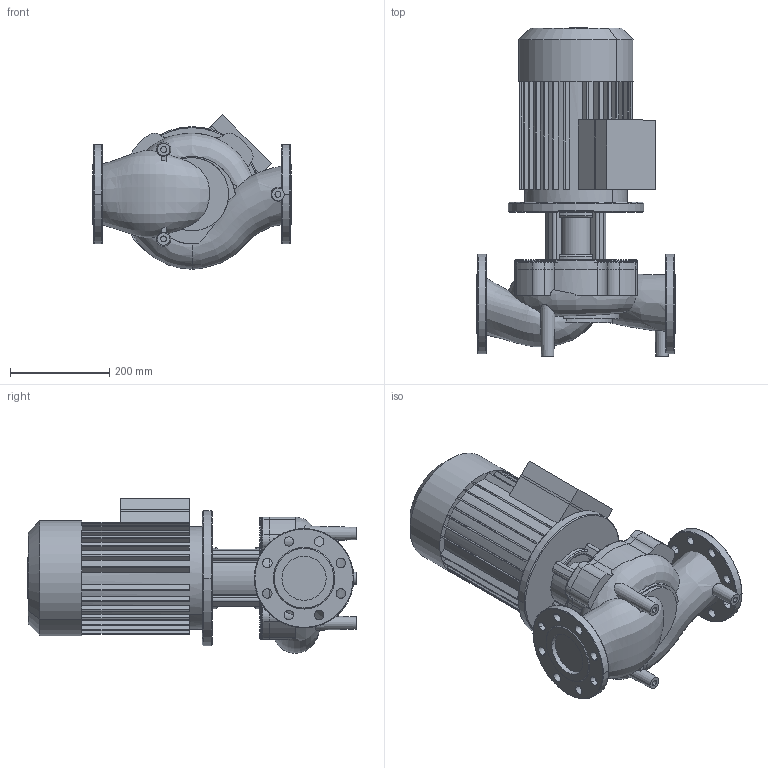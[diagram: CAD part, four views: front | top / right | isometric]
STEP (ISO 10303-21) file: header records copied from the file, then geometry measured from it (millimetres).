
FILE_DESCRIPTION((''),'2;1');
FILE_NAME('3d_IL80_120-4_2-2120911.stp','2016-05-24T11:58:51',(''),(''),'Mechanical Desktop 2009','Mechanical Desktop 2009',', , ');
FILE_SCHEMA(('CONFIG_CONTROL_DESIGN'));
Length unit declared in the file: millimetre
Products named in the file (1): Product
Bounding box: 400 x 661.03 x 310.96 mm (x, y, z)
Volume: 26108028.2 mm3; surface area: 1289750.3 mm2
Topology: 10 solids, 10 shells, 528 faces, 1419 edges, 914 vertices
Faces by surface type: bspline 150, cylinder 148, plane 147, torus 72, cone 11
Entity records: 27273 total; most frequent: CARTESIAN_POINT 14173, ORIENTED_EDGE 2818, DIRECTION 2655, EDGE_CURVE 1409, AXIS2_PLACEMENT_3D 1050, VERTEX_POINT 913, CIRCLE 671, EDGE_LOOP 594
